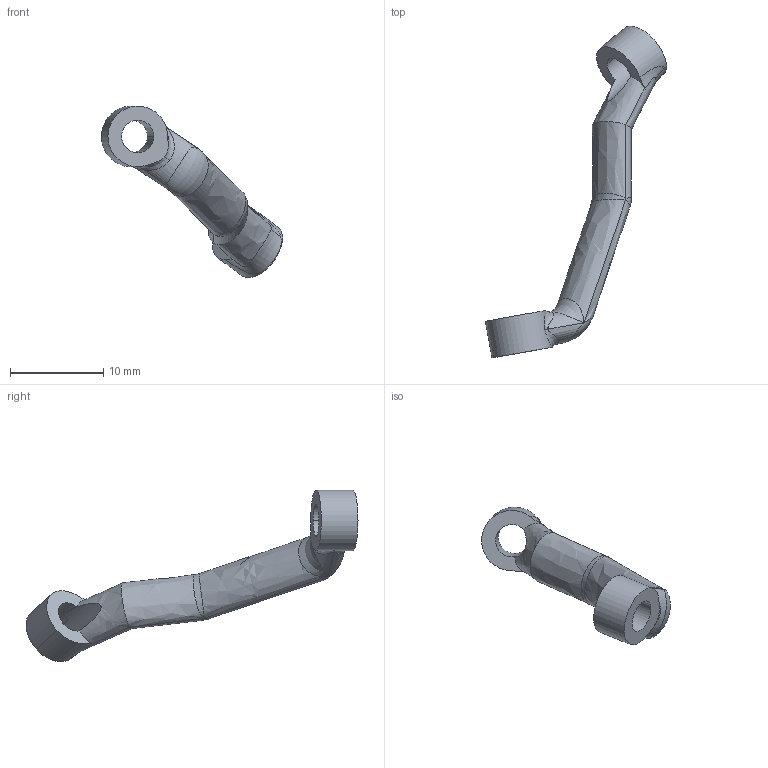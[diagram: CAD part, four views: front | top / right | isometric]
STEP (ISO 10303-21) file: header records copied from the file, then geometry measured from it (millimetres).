
FILE_DESCRIPTION((''),'2;1');
FILE_NAME('LINK_3','2020-07-08T16:53:08',('EMassa'),(''),'CREO PARAMETRIC BY PTC INC, 2019344','CREO PARAMETRIC BY PTC INC, 2019344','');
FILE_SCHEMA(('CONFIG_CONTROL_DESIGN'));
Length unit declared in the file: millimetre
Products named in the file (1): LINK_3
Bounding box: 19.43 x 35.62 x 18.41 mm (x, y, z)
Volume: 664 mm3; surface area: 772 mm2
Topology: 1 solids, 1 shells, 29 faces, 71 edges, 40 vertices
Faces by surface type: bspline 10, extrusion 8, cylinder 7, plane 4
Entity records: 2792 total; most frequent: CARTESIAN_POINT 2154, ORIENTED_EDGE 136, DIRECTION 98, EDGE_CURVE 68, VERTEX_POINT 40, AXIS2_PLACEMENT_3D 38, B_SPLINE_CURVE_WITH_KNOTS 35, EDGE_LOOP 32
